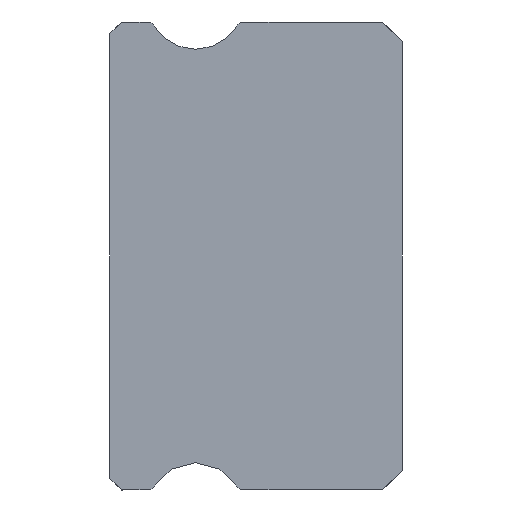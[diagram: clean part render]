
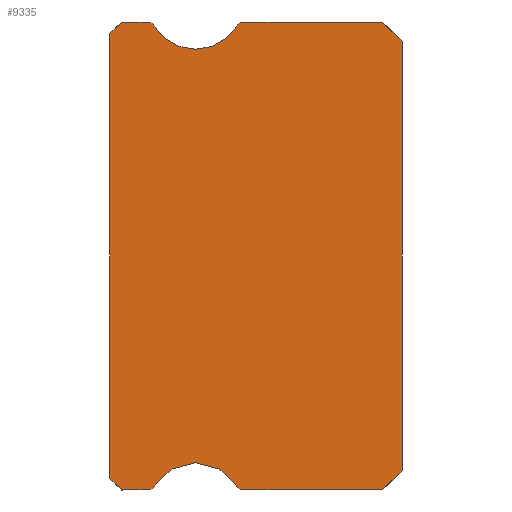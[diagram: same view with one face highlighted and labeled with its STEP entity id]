
A CAD part, left-side view. The second image highlights one B-rep face of the part: STEP entity #9335.
In plain terms, the highlighted planar face has unit normal (-1, 0, 0).
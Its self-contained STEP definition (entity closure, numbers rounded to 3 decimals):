
#182 = VERTEX_POINT ( 'NONE', #5695 ) ;
#254 = ORIENTED_EDGE ( 'NONE', *, *, #7259, .F. ) ;
#259 = CIRCLE ( 'NONE', #2882, 0.15 ) ;
#283 = DIRECTION ( 'NONE',  ( 0., 0., -1. ) ) ;
#358 = LINE ( 'NONE', #5309, #11426 ) ;
#490 = CARTESIAN_POINT ( 'NONE',  ( -12.5, 0., -5.5 ) ) ;
#523 = CARTESIAN_POINT ( 'NONE',  ( -12.5, 4.217, 5.925 ) ) ;
#729 = LINE ( 'NONE', #11427, #970 ) ;
#907 = CARTESIAN_POINT ( 'NONE',  ( -12.5, 5.3, 6.55 ) ) ;
#931 = DIRECTION ( 'NONE',  ( 0., 0., -1. ) ) ;
#949 = AXIS2_PLACEMENT_3D ( 'NONE', #2889, #1004, #11635 ) ;
#970 = VECTOR ( 'NONE', #8458, 1000. ) ;
#1004 = DIRECTION ( 'NONE',  ( 1., 0., 0. ) ) ;
#1134 = ORIENTED_EDGE ( 'NONE', *, *, #10267, .T. ) ;
#1272 = AXIS2_PLACEMENT_3D ( 'NONE', #907, #3845, #8745 ) ;
#1471 = VECTOR ( 'NONE', #9192, 1000. ) ;
#1682 = VECTOR ( 'NONE', #5150, 1000. ) ;
#1920 = CARTESIAN_POINT ( 'NONE',  ( -12.5, 6.512, -6. ) ) ;
#1984 = LINE ( 'NONE', #4046, #5875 ) ;
#2020 = CARTESIAN_POINT ( 'NONE',  ( -12.5, 0.5, 6. ) ) ;
#2242 = CARTESIAN_POINT ( 'NONE',  ( -12.5, 6.383, -5.925 ) ) ;
#2251 = VERTEX_POINT ( 'NONE', #11349 ) ;
#2254 = CARTESIAN_POINT ( 'NONE',  ( -12.5, 6.383, 5.925 ) ) ;
#2330 = LINE ( 'NONE', #5143, #3314 ) ;
#2358 = CIRCLE ( 'NONE', #949, 0.15 ) ;
#2382 = LINE ( 'NONE', #490, #7084 ) ;
#2649 = EDGE_LOOP ( 'NONE', ( #1134, #9513, #10287, #8425, #9141, #254, #10150, #9456, #8246, #8642, #5284, #4061, #8790, #11692, #9053, #5520, #12170 ) ) ;
#2653 = CARTESIAN_POINT ( 'NONE',  ( -12.5, 4.088, -6. ) ) ;
#2671 = AXIS2_PLACEMENT_3D ( 'NONE', #2997, #8877, #283 ) ;
#2702 = VERTEX_POINT ( 'NONE', #2254 ) ;
#2784 = CARTESIAN_POINT ( 'NONE',  ( -12.5, 0.5, -6. ) ) ;
#2882 = AXIS2_PLACEMENT_3D ( 'NONE', #5627, #8533, #931 ) ;
#2889 = CARTESIAN_POINT ( 'NONE',  ( -12.5, 6.512, 5.85 ) ) ;
#2919 = EDGE_CURVE ( 'NONE', #8163, #7854, #3101, .T. ) ;
#2985 = DIRECTION ( 'NONE',  ( 0., 0., 1. ) ) ;
#2997 = CARTESIAN_POINT ( 'NONE',  ( -12.5, 5.3, 6.55 ) ) ;
#3101 = CIRCLE ( 'NONE', #5112, 0.15 ) ;
#3175 = DIRECTION ( 'NONE',  ( 0., 0.707, -0.707 ) ) ;
#3283 = CARTESIAN_POINT ( 'NONE',  ( -12.5, 0., -5.5 ) ) ;
#3314 = VECTOR ( 'NONE', #6208, 1000. ) ;
#3329 = VERTEX_POINT ( 'NONE', #9586 ) ;
#3334 = EDGE_CURVE ( 'NONE', #3329, #5450, #4919, .T. ) ;
#3350 = LINE ( 'NONE', #11033, #7278 ) ;
#3491 = VERTEX_POINT ( 'NONE', #6527 ) ;
#3657 = CIRCLE ( 'NONE', #2671, 1.25 ) ;
#3845 = DIRECTION ( 'NONE',  ( -1., 0., 0. ) ) ;
#3867 = EDGE_CURVE ( 'NONE', #7451, #9169, #10753, .T. ) ;
#3950 = EDGE_CURVE ( 'NONE', #7162, #9060, #6566, .T. ) ;
#4046 = CARTESIAN_POINT ( 'NONE',  ( -12.5, 7.5, 5.85 ) ) ;
#4061 = ORIENTED_EDGE ( 'NONE', *, *, #4498, .F. ) ;
#4096 = CARTESIAN_POINT ( 'NONE',  ( -12.5, 7.2, -6. ) ) ;
#4240 = VERTEX_POINT ( 'NONE', #3283 ) ;
#4341 = VECTOR ( 'NONE', #5622, 1000. ) ;
#4498 = EDGE_CURVE ( 'NONE', #3491, #7162, #2330, .T. ) ;
#4530 = VECTOR ( 'NONE', #5733, 1000. ) ;
#4890 = CARTESIAN_POINT ( 'NONE',  ( -12.5, 7.2, 6. ) ) ;
#4919 = LINE ( 'NONE', #4096, #4530 ) ;
#5033 = DIRECTION ( 'NONE',  ( 0., 0., -1. ) ) ;
#5112 = AXIS2_PLACEMENT_3D ( 'NONE', #6681, #6623, #9784 ) ;
#5143 = CARTESIAN_POINT ( 'NONE',  ( -12.5, 6.512, 6. ) ) ;
#5150 = DIRECTION ( 'NONE',  ( 0., 1., 0. ) ) ;
#5224 = EDGE_CURVE ( 'NONE', #2251, #2702, #2358, .T. ) ;
#5284 = ORIENTED_EDGE ( 'NONE', *, *, #3950, .F. ) ;
#5309 = CARTESIAN_POINT ( 'NONE',  ( -12.5, 7.5, 5.7 ) ) ;
#5328 = DIRECTION ( 'NONE',  ( 1., 0., 0. ) ) ;
#5450 = VERTEX_POINT ( 'NONE', #7696 ) ;
#5520 = ORIENTED_EDGE ( 'NONE', *, *, #5224, .F. ) ;
#5622 = DIRECTION ( 'NONE',  ( 0., -0.707, -0.707 ) ) ;
#5627 = CARTESIAN_POINT ( 'NONE',  ( -12.5, 4.088, 5.85 ) ) ;
#5695 = CARTESIAN_POINT ( 'NONE',  ( -12.5, 7.5, 5.7 ) ) ;
#5733 = DIRECTION ( 'NONE',  ( 0., -0.707, -0.707 ) ) ;
#5875 = VECTOR ( 'NONE', #2985, 1000. ) ;
#6086 = CARTESIAN_POINT ( 'NONE',  ( -12.5, 6.512, -6. ) ) ;
#6169 = FACE_OUTER_BOUND ( 'NONE', #2649, .T. ) ;
#6208 = DIRECTION ( 'NONE',  ( 0., -1., 0. ) ) ;
#6527 = CARTESIAN_POINT ( 'NONE',  ( -12.5, 4.088, 6. ) ) ;
#6566 = LINE ( 'NONE', #8646, #4341 ) ;
#6577 = EDGE_CURVE ( 'NONE', #2702, #6735, #3657, .T. ) ;
#6623 = DIRECTION ( 'NONE',  ( 1., 0., 0. ) ) ;
#6681 = CARTESIAN_POINT ( 'NONE',  ( -12.5, 4.088, -5.85 ) ) ;
#6735 = VERTEX_POINT ( 'NONE', #7039 ) ;
#6741 = EDGE_CURVE ( 'NONE', #7751, #3491, #259, .T. ) ;
#6893 = EDGE_CURVE ( 'NONE', #5450, #9169, #3350, .T. ) ;
#7030 = DIRECTION ( 'NONE',  ( 1., 0., 0. ) ) ;
#7039 = CARTESIAN_POINT ( 'NONE',  ( -12.5, 5.3, 5.3 ) ) ;
#7084 = VECTOR ( 'NONE', #3175, 1000. ) ;
#7162 = VERTEX_POINT ( 'NONE', #2020 ) ;
#7259 = EDGE_CURVE ( 'NONE', #7854, #7451, #7287, .T. ) ;
#7278 = VECTOR ( 'NONE', #10076, 1000. ) ;
#7287 = CIRCLE ( 'NONE', #9109, 1.25 ) ;
#7369 = CARTESIAN_POINT ( 'NONE',  ( -12.5, 0., 5.5 ) ) ;
#7372 = VERTEX_POINT ( 'NONE', #4890 ) ;
#7440 = EDGE_CURVE ( 'NONE', #4240, #8268, #2382, .T. ) ;
#7451 = VERTEX_POINT ( 'NONE', #2242 ) ;
#7696 = CARTESIAN_POINT ( 'NONE',  ( -12.5, 7.2, -6. ) ) ;
#7751 = VERTEX_POINT ( 'NONE', #523 ) ;
#7798 = EDGE_CURVE ( 'NONE', #4240, #9060, #9125, .T. ) ;
#7854 = VERTEX_POINT ( 'NONE', #10294 ) ;
#8088 = AXIS2_PLACEMENT_3D ( 'NONE', #8866, #7030, #5033 ) ;
#8123 = EDGE_CURVE ( 'NONE', #8268, #8163, #8927, .T. ) ;
#8163 = VERTEX_POINT ( 'NONE', #2653 ) ;
#8204 = DIRECTION ( 'NONE',  ( 0., 0.707, -0.707 ) ) ;
#8206 = EDGE_CURVE ( 'NONE', #6735, #7751, #12343, .T. ) ;
#8246 = ORIENTED_EDGE ( 'NONE', *, *, #7440, .F. ) ;
#8268 = VERTEX_POINT ( 'NONE', #2784 ) ;
#8425 = ORIENTED_EDGE ( 'NONE', *, *, #6893, .T. ) ;
#8458 = DIRECTION ( 'NONE',  ( 0., 1., 0. ) ) ;
#8476 = CARTESIAN_POINT ( 'NONE',  ( -12.5, 5.3, -6.55 ) ) ;
#8533 = DIRECTION ( 'NONE',  ( 1., 0., 0. ) ) ;
#8642 = ORIENTED_EDGE ( 'NONE', *, *, #7798, .T. ) ;
#8646 = CARTESIAN_POINT ( 'NONE',  ( -12.5, 0.5, 6. ) ) ;
#8745 = DIRECTION ( 'NONE',  ( 0., 0., -1. ) ) ;
#8790 = ORIENTED_EDGE ( 'NONE', *, *, #6741, .F. ) ;
#8866 = CARTESIAN_POINT ( 'NONE',  ( -12.5, 6.512, 5.85 ) ) ;
#8877 = DIRECTION ( 'NONE',  ( -1., 0., 0. ) ) ;
#8927 = LINE ( 'NONE', #6086, #1682 ) ;
#9053 = ORIENTED_EDGE ( 'NONE', *, *, #6577, .F. ) ;
#9060 = VERTEX_POINT ( 'NONE', #7369 ) ;
#9109 = AXIS2_PLACEMENT_3D ( 'NONE', #8476, #10295, #9178 ) ;
#9125 = LINE ( 'NONE', #11215, #1471 ) ;
#9141 = ORIENTED_EDGE ( 'NONE', *, *, #3867, .F. ) ;
#9169 = VERTEX_POINT ( 'NONE', #1920 ) ;
#9178 = DIRECTION ( 'NONE',  ( 0., 0., -1. ) ) ;
#9192 = DIRECTION ( 'NONE',  ( 0., 0., 1. ) ) ;
#9204 = EDGE_CURVE ( 'NONE', #3329, #182, #1984, .T. ) ;
#9335 = ADVANCED_FACE ( 'NONE', ( #6169 ), #11032, .F. ) ;
#9456 = ORIENTED_EDGE ( 'NONE', *, *, #8123, .F. ) ;
#9513 = ORIENTED_EDGE ( 'NONE', *, *, #9204, .F. ) ;
#9586 = CARTESIAN_POINT ( 'NONE',  ( -12.5, 7.5, -5.7 ) ) ;
#9784 = DIRECTION ( 'NONE',  ( 0., 0., -1. ) ) ;
#9956 = AXIS2_PLACEMENT_3D ( 'NONE', #11007, #5328, #11958 ) ;
#10076 = DIRECTION ( 'NONE',  ( 0., -1., 0. ) ) ;
#10150 = ORIENTED_EDGE ( 'NONE', *, *, #2919, .F. ) ;
#10267 = EDGE_CURVE ( 'NONE', #7372, #182, #358, .T. ) ;
#10287 = ORIENTED_EDGE ( 'NONE', *, *, #3334, .T. ) ;
#10294 = CARTESIAN_POINT ( 'NONE',  ( -12.5, 4.217, -5.925 ) ) ;
#10295 = DIRECTION ( 'NONE',  ( -1., 0., 0. ) ) ;
#10753 = CIRCLE ( 'NONE', #9956, 0.15 ) ;
#11007 = CARTESIAN_POINT ( 'NONE',  ( -12.5, 6.512, -5.85 ) ) ;
#11032 = PLANE ( 'NONE',  #8088 ) ;
#11033 = CARTESIAN_POINT ( 'NONE',  ( -12.5, 6.512, -6. ) ) ;
#11215 = CARTESIAN_POINT ( 'NONE',  ( -12.5, 0., 5.5 ) ) ;
#11349 = CARTESIAN_POINT ( 'NONE',  ( -12.5, 6.512, 6. ) ) ;
#11426 = VECTOR ( 'NONE', #8204, 1000. ) ;
#11427 = CARTESIAN_POINT ( 'NONE',  ( -12.5, 7.2, 6. ) ) ;
#11586 = EDGE_CURVE ( 'NONE', #2251, #7372, #729, .T. ) ;
#11635 = DIRECTION ( 'NONE',  ( 0., 0., -1. ) ) ;
#11692 = ORIENTED_EDGE ( 'NONE', *, *, #8206, .F. ) ;
#11958 = DIRECTION ( 'NONE',  ( 0., 0., -1. ) ) ;
#12170 = ORIENTED_EDGE ( 'NONE', *, *, #11586, .T. ) ;
#12343 = CIRCLE ( 'NONE', #1272, 1.25 ) ;
